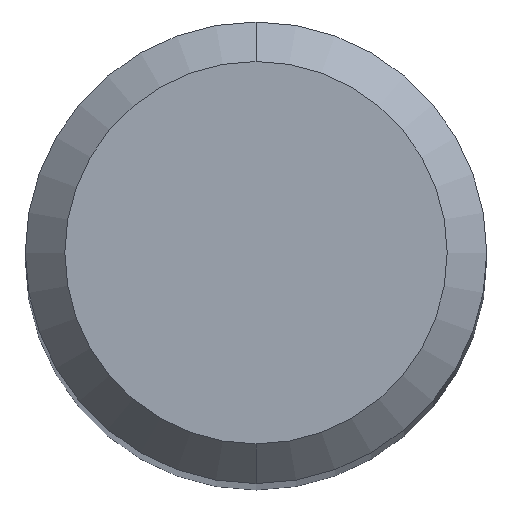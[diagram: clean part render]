
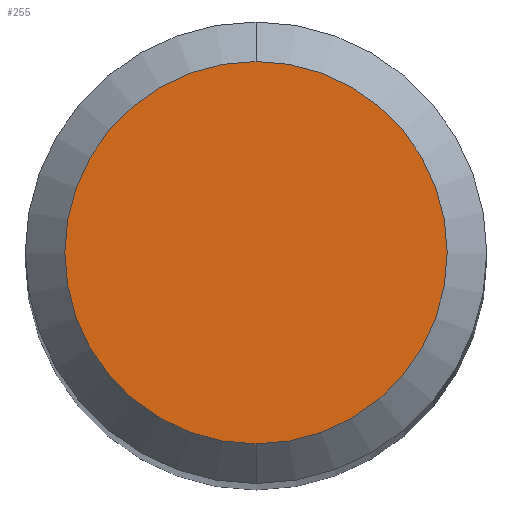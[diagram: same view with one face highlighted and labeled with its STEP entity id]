
A CAD part, top view. The second image highlights one B-rep face of the part: STEP entity #255.
In plain terms, the highlighted planar face has unit normal (0, 0, 1).
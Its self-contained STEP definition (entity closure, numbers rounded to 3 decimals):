
#223=VERTEX_POINT('',#448);
#225=EDGE_CURVE('',#261,#223,#450,.T.);
#255=ADVANCED_FACE('',(#485),#486,.T.);
#261=VERTEX_POINT('',#492);
#277=EDGE_CURVE('',#223,#261,#511,.T.);
#448=CARTESIAN_POINT('',(0.,-1.45,0.0));
#450=CIRCLE('',#720,1.45);
#485=FACE_OUTER_BOUND('',#765,.T.);
#486=PLANE('',#766);
#492=CARTESIAN_POINT('',(0.0,1.45,0.0));
#511=CIRCLE('',#797,1.45);
#720=AXIS2_PLACEMENT_3D('',#999,#1000,#1001);
#765=EDGE_LOOP('',(#1050,#1051));
#766=AXIS2_PLACEMENT_3D('',#1052,#1053,#1054);
#797=AXIS2_PLACEMENT_3D('',#1084,#1085,#1086);
#999=CARTESIAN_POINT('',(0.0,0.0,0.0));
#1000=DIRECTION('',(0.0,0.0,-1.0));
#1001=DIRECTION('',(0.0,1.0,0.0));
#1050=ORIENTED_EDGE('',*,*,#225,.F.);
#1051=ORIENTED_EDGE('',*,*,#277,.F.);
#1052=CARTESIAN_POINT('',(0.0,0.725,0.0));
#1053=DIRECTION('',(-0.0,0.0,1.0));
#1054=DIRECTION('',(0.0,-1.0,0.0));
#1084=CARTESIAN_POINT('',(0.0,0.0,0.0));
#1085=DIRECTION('',(0.0,0.0,-1.0));
#1086=DIRECTION('',(0.0,1.0,0.0));
